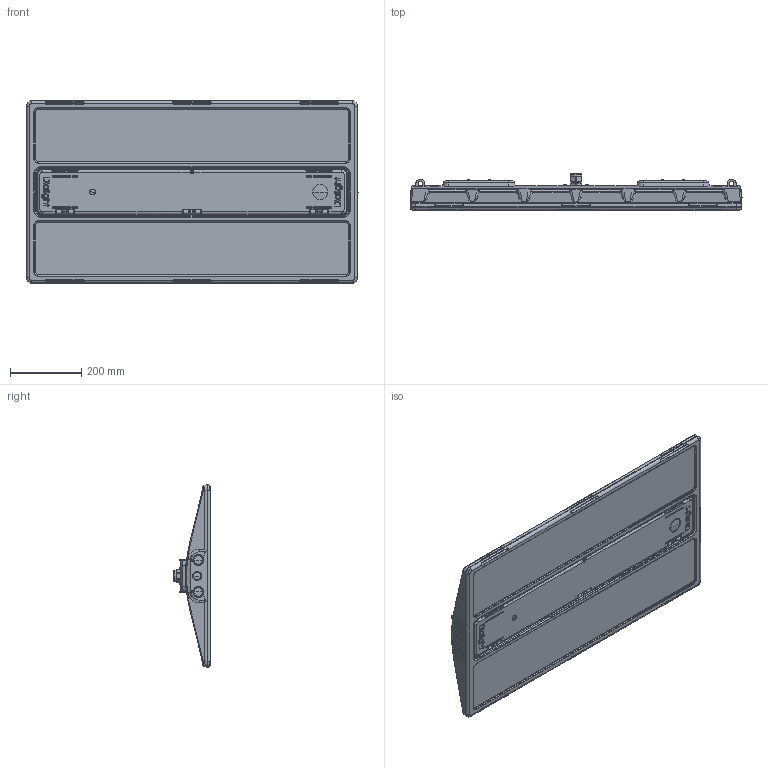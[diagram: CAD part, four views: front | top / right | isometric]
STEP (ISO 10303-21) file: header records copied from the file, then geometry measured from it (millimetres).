
FILE_DESCRIPTION((''),'2;1');
FILE_NAME('RHUXPQRXXXXCXXXN','2019-07-24T',('leibw'),(''),'PRO/ENGINEER BY PARAMETRIC TECHNOLOGY CORPORATION, 2014000','PRO/ENGINEER BY PARAMETRIC TECHNOLOGY CORPORATION, 2014000','');
FILE_SCHEMA(('CONFIG_CONTROL_DESIGN'));
Products named in the file (1): RHUXPQRXXXXCXXXN
Bounding box: 929.1 x 103.74 x 509.82 mm (x, y, z)
Surface area: 2298049.7 mm2 (no closed solid volume)
Topology: 0 solids, 257 shells, 2785 faces, 12997 edges, 10186 vertices
Faces by surface type: cylinder 991, plane 786, bspline 596, torus 157, cone 157, sphere 66, extrusion 24, revolution 8
Entity records: 187436 total; most frequent: CARTESIAN_POINT 98435, ORIENTED_EDGE 17247, DIRECTION 14627, EDGE_CURVE 12946, VERTEX_POINT 10186, B_SPLINE_CURVE_WITH_KNOTS 5320, VECTOR 5059, LINE 5035
